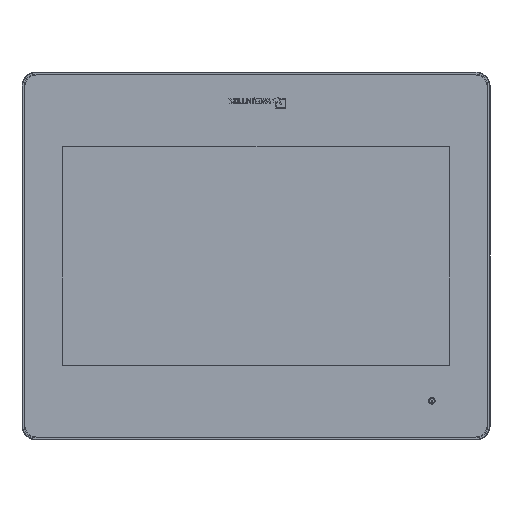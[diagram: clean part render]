
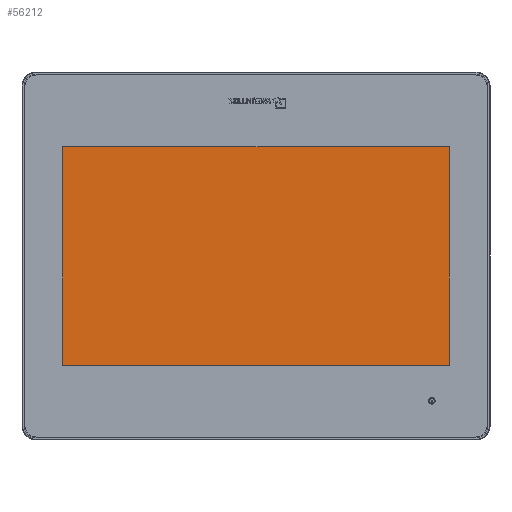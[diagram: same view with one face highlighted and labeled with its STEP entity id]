
A CAD part, top view. The second image highlights one B-rep face of the part: STEP entity #56212.
In plain terms, the highlighted planar face has unit normal (0, 0, 1).
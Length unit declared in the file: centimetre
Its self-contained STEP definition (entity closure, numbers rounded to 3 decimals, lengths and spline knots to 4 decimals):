
#2627 = LINE ( 'NONE', #48548, #27122 ) ;
#2631 = CARTESIAN_POINT ( 'NONE',  ( -12.68, 6.314, 0.543 ) ) ;
#6376 = EDGE_LOOP ( 'NONE', ( #9895, #26361, #12820, #65562 ) ) ;
#6756 = DIRECTION ( 'NONE',  ( 0., 0., 1. ) ) ;
#7107 = DIRECTION ( 'NONE',  ( -1., 0., 0. ) ) ;
#9731 = DIRECTION ( 'NONE',  ( 1., 0., 0. ) ) ;
#9895 = ORIENTED_EDGE ( 'NONE', *, *, #60489, .F. ) ;
#9996 = CARTESIAN_POINT ( 'NONE',  ( 11.187, 9.78, 0.543 ) ) ;
#12375 = LINE ( 'NONE', #24074, #48971 ) ;
#12820 = ORIENTED_EDGE ( 'NONE', *, *, #66408, .F. ) ;
#20017 = VERTEX_POINT ( 'NONE', #62887 ) ;
#20205 = CARTESIAN_POINT ( 'NONE',  ( 11.187, 6.314, 0.543 ) ) ;
#24074 = CARTESIAN_POINT ( 'NONE',  ( -12.68, -6.314, 0.543 ) ) ;
#24826 = DIRECTION ( 'NONE',  ( 0., 1., 0. ) ) ;
#25559 = VECTOR ( 'NONE', #9731, 100. ) ;
#26361 = ORIENTED_EDGE ( 'NONE', *, *, #54387, .F. ) ;
#27122 = VECTOR ( 'NONE', #24826, 100. ) ;
#31669 = CARTESIAN_POINT ( 'NONE',  ( 11.187, -6.314, 0.543 ) ) ;
#35111 = VERTEX_POINT ( 'NONE', #72914 ) ;
#37929 = LINE ( 'NONE', #9996, #65051 ) ;
#46725 = PLANE ( 'NONE',  #51340 ) ;
#48548 = CARTESIAN_POINT ( 'NONE',  ( -11.187, 9.78, 0.543 ) ) ;
#48971 = VECTOR ( 'NONE', #7107, 100. ) ;
#49584 = DIRECTION ( 'NONE',  ( 0., -1., 0. ) ) ;
#51340 = AXIS2_PLACEMENT_3D ( 'NONE', #57950, #6756, #69650 ) ;
#53175 = VERTEX_POINT ( 'NONE', #31669 ) ;
#54387 = EDGE_CURVE ( 'NONE', #53175, #35111, #12375, .T. ) ;
#56212 = ADVANCED_FACE ( 'NONE', ( #64333 ), #46725, .T. ) ;
#57950 = CARTESIAN_POINT ( 'NONE',  ( -12.68, 9.78, 0.543 ) ) ;
#60489 = EDGE_CURVE ( 'NONE', #35111, #20017, #2627, .T. ) ;
#61273 = LINE ( 'NONE', #2631, #25559 ) ;
#62887 = CARTESIAN_POINT ( 'NONE',  ( -11.187, 6.314, 0.543 ) ) ;
#64333 = FACE_OUTER_BOUND ( 'NONE', #6376, .T. ) ;
#65051 = VECTOR ( 'NONE', #49584, 100. ) ;
#65562 = ORIENTED_EDGE ( 'NONE', *, *, #67928, .F. ) ;
#66391 = VERTEX_POINT ( 'NONE', #20205 ) ;
#66408 = EDGE_CURVE ( 'NONE', #66391, #53175, #37929, .T. ) ;
#67928 = EDGE_CURVE ( 'NONE', #20017, #66391, #61273, .T. ) ;
#69650 = DIRECTION ( 'NONE',  ( -1., 0., 0. ) ) ;
#72914 = CARTESIAN_POINT ( 'NONE',  ( -11.187, -6.314, 0.543 ) ) ;
